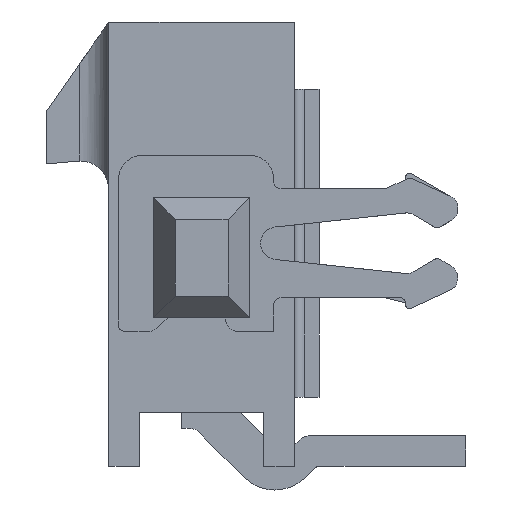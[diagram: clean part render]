
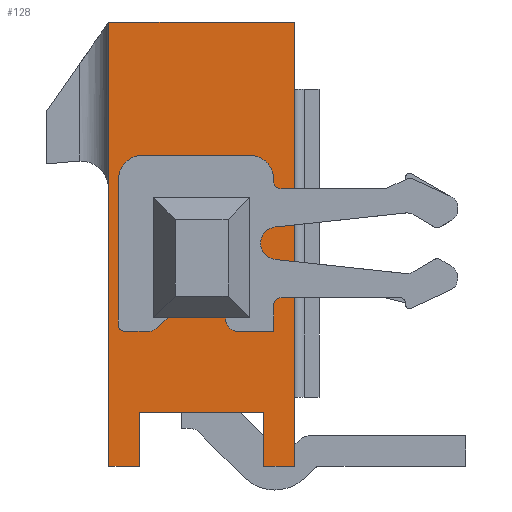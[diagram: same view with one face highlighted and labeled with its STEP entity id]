
A CAD part, left-side view. The second image highlights one B-rep face of the part: STEP entity #128.
In plain terms, the highlighted planar face has unit normal (-1, 0, 0).
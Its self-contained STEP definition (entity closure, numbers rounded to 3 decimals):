
#128=ADVANCED_FACE('',(#698,#699),#700,.T.);
#698=FACE_OUTER_BOUND('',#1662,.T.);
#699=FACE_BOUND('',#1663,.T.);
#700=PLANE('',#1664);
#1662=EDGE_LOOP('',(#3277,#3278,#3279,#3280,#3281,#3282,#3283,#3284));
#1663=EDGE_LOOP('',(#3285,#3286,#3287,#3288));
#1664=AXIS2_PLACEMENT_3D('',#3289,#3290,#3291);
#3277=ORIENTED_EDGE('',*,*,#6552,.T.);
#3278=ORIENTED_EDGE('',*,*,#6891,.T.);
#3279=ORIENTED_EDGE('',*,*,#6910,.F.);
#3280=ORIENTED_EDGE('',*,*,#6911,.F.);
#3281=ORIENTED_EDGE('',*,*,#6645,.F.);
#3282=ORIENTED_EDGE('',*,*,#6769,.T.);
#3283=ORIENTED_EDGE('',*,*,#6912,.F.);
#3284=ORIENTED_EDGE('',*,*,#6801,.T.);
#3285=ORIENTED_EDGE('',*,*,#6913,.F.);
#3286=ORIENTED_EDGE('',*,*,#6914,.F.);
#3287=ORIENTED_EDGE('',*,*,#6915,.F.);
#3288=ORIENTED_EDGE('',*,*,#6916,.F.);
#3289=CARTESIAN_POINT('',(-12.5,-1.93,0.0));
#3290=DIRECTION('',(-1.0,0.0,0.0));
#3291=DIRECTION('',(0.0,0.0,1.0));
#6552=EDGE_CURVE('',#7962,#7959,#7963,.T.);
#6645=EDGE_CURVE('',#8135,#8136,#8137,.T.);
#6769=EDGE_CURVE('',#8135,#8373,#8375,.T.);
#6801=EDGE_CURVE('',#8427,#7962,#8428,.T.);
#6891=EDGE_CURVE('',#7959,#8569,#8571,.T.);
#6910=EDGE_CURVE('',#8600,#8569,#8601,.T.);
#6911=EDGE_CURVE('',#8136,#8600,#8602,.T.);
#6912=EDGE_CURVE('',#8427,#8373,#8603,.T.);
#6913=EDGE_CURVE('',#8604,#8605,#8606,.T.);
#6914=EDGE_CURVE('',#8607,#8604,#8608,.T.);
#6915=EDGE_CURVE('',#8609,#8607,#8610,.T.);
#6916=EDGE_CURVE('',#8605,#8609,#8611,.T.);
#7959=VERTEX_POINT('',#10169);
#7962=VERTEX_POINT('',#10173);
#7963=LINE('',#10174,#10175);
#8135=VERTEX_POINT('',#10429);
#8136=VERTEX_POINT('',#10430);
#8137=LINE('',#10431,#10432);
#8373=VERTEX_POINT('',#10790);
#8375=LINE('',#10793,#10794);
#8427=VERTEX_POINT('',#10877);
#8428=LINE('',#10878,#10879);
#8569=VERTEX_POINT('',#11108);
#8571=LINE('',#11111,#11112);
#8600=VERTEX_POINT('',#11193);
#8601=LINE('',#11194,#11195);
#8602=LINE('',#11196,#11197);
#8603=LINE('',#11198,#11199);
#8604=VERTEX_POINT('',#11200);
#8605=VERTEX_POINT('',#11201);
#8606=LINE('',#11202,#11203);
#8607=VERTEX_POINT('',#11204);
#8608=LINE('',#11205,#11206);
#8609=VERTEX_POINT('',#11207);
#8610=LINE('',#11208,#11209);
#8611=LINE('',#11210,#11211);
#10169=CARTESIAN_POINT('',(-12.5,1.93,0.0));
#10173=CARTESIAN_POINT('',(-12.5,-1.93,0.0));
#10174=CARTESIAN_POINT('',(-12.5,-1.93,0.0));
#10175=VECTOR('',#13374,3.86);
#10429=CARTESIAN_POINT('',(-12.5,-1.29,-8.11));
#10430=CARTESIAN_POINT('',(-12.5,1.29,-8.11));
#10431=CARTESIAN_POINT('',(-12.5,-1.29,-8.11));
#10432=VECTOR('',#13487,2.58);
#10790=CARTESIAN_POINT('',(-12.5,-1.29,-9.24));
#10793=CARTESIAN_POINT('',(-12.5,-1.29,-8.11));
#10794=VECTOR('',#13611,1.13);
#10877=CARTESIAN_POINT('',(-12.5,-1.93,-9.24));
#10878=CARTESIAN_POINT('',(-12.5,-1.93,-9.24));
#10879=VECTOR('',#13643,9.24);
#11108=CARTESIAN_POINT('',(-12.5,1.93,-9.24));
#11111=CARTESIAN_POINT('',(-12.5,1.93,0.0));
#11112=VECTOR('',#13733,9.24);
#11193=CARTESIAN_POINT('',(-12.5,1.29,-9.24));
#11194=CARTESIAN_POINT('',(-12.5,1.29,-9.24));
#11195=VECTOR('',#13752,0.64);
#11196=CARTESIAN_POINT('',(-12.5,1.29,-8.11));
#11197=VECTOR('',#13753,1.13);
#11198=CARTESIAN_POINT('',(-12.5,-1.93,-9.24));
#11199=VECTOR('',#13754,0.64);
#11200=CARTESIAN_POINT('',(-12.5,0.5,-4.15));
#11201=CARTESIAN_POINT('',(-12.5,0.5,-6.15));
#11202=CARTESIAN_POINT('',(-12.5,0.5,-4.15));
#11203=VECTOR('',#13755,2.0);
#11204=CARTESIAN_POINT('',(-12.5,-0.5,-4.15));
#11205=CARTESIAN_POINT('',(-12.5,-0.5,-4.15));
#11206=VECTOR('',#13756,1.0);
#11207=CARTESIAN_POINT('',(-12.5,-0.5,-6.15));
#11208=CARTESIAN_POINT('',(-12.5,-0.5,-6.15));
#11209=VECTOR('',#13757,2.0);
#11210=CARTESIAN_POINT('',(-12.5,0.5,-6.15));
#11211=VECTOR('',#13758,1.0);
#13374=DIRECTION('',(0.0,1.0,0.0));
#13487=DIRECTION('',(0.0,1.0,0.0));
#13611=DIRECTION('',(0.0,0.0,-1.0));
#13643=DIRECTION('',(0.0,0.0,1.0));
#13733=DIRECTION('',(0.0,0.0,-1.0));
#13752=DIRECTION('',(0.0,1.0,0.0));
#13753=DIRECTION('',(0.0,0.0,-1.0));
#13754=DIRECTION('',(0.0,1.0,0.0));
#13755=DIRECTION('',(0.0,0.0,-1.0));
#13756=DIRECTION('',(0.0,1.0,0.0));
#13757=DIRECTION('',(0.0,0.0,1.0));
#13758=DIRECTION('',(0.0,-1.0,0.0));
